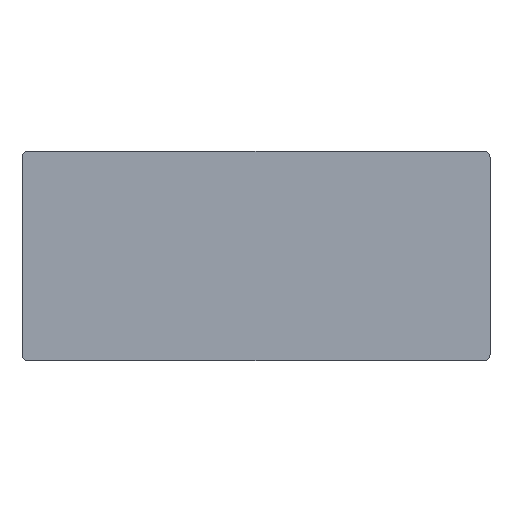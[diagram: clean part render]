
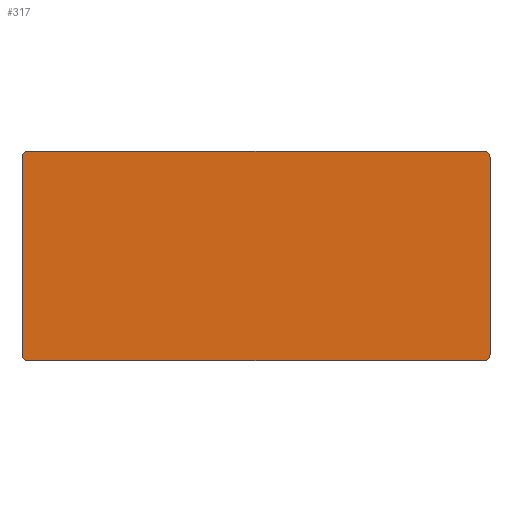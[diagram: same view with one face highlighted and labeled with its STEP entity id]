
A CAD part, top view. The second image highlights one B-rep face of the part: STEP entity #317.
In plain terms, the highlighted planar face has unit normal (0, 0, 1).
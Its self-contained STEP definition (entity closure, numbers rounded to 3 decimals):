
#52 = VERTEX_POINT('',#53);
#53 = CARTESIAN_POINT('',(56.103,33.754,0.111));
#59 = EDGE_CURVE('',#52,#60,#62,.T.);
#60 = VERTEX_POINT('',#61);
#61 = CARTESIAN_POINT('',(56.353,33.504,0.111));
#62 = CIRCLE('',#63,0.249);
#63 = AXIS2_PLACEMENT_3D('',#64,#65,#66);
#64 = CARTESIAN_POINT('',(56.352,33.753,0.111));
#65 = DIRECTION('',(0.,0.,1.));
#66 = DIRECTION('',(-1.,0.003,0.));
#92 = EDGE_CURVE('',#60,#93,#95,.T.);
#93 = VERTEX_POINT('',#94);
#94 = CARTESIAN_POINT('',(75.753,33.504,0.111));
#95 = LINE('',#96,#97);
#96 = CARTESIAN_POINT('',(56.353,33.504,0.111));
#97 = VECTOR('',#98,1.);
#98 = DIRECTION('',(1.,0.,0.));
#123 = EDGE_CURVE('',#93,#124,#126,.T.);
#124 = VERTEX_POINT('',#125);
#125 = CARTESIAN_POINT('',(76.003,33.754,0.111));
#126 = CIRCLE('',#127,0.249);
#127 = AXIS2_PLACEMENT_3D('',#128,#129,#130);
#128 = CARTESIAN_POINT('',(75.754,33.753,0.111));
#129 = DIRECTION('',(0.,0.,1.));
#130 = DIRECTION('',(-0.003,-1.,0.));
#156 = EDGE_CURVE('',#124,#157,#159,.T.);
#157 = VERTEX_POINT('',#158);
#158 = CARTESIAN_POINT('',(76.003,42.154,0.111));
#159 = LINE('',#160,#161);
#160 = CARTESIAN_POINT('',(76.003,33.754,0.111));
#161 = VECTOR('',#162,1.);
#162 = DIRECTION('',(0.,1.,0.));
#187 = EDGE_CURVE('',#157,#188,#190,.T.);
#188 = VERTEX_POINT('',#189);
#189 = CARTESIAN_POINT('',(75.753,42.404,0.111));
#190 = CIRCLE('',#191,0.249);
#191 = AXIS2_PLACEMENT_3D('',#192,#193,#194);
#192 = CARTESIAN_POINT('',(75.754,42.155,0.111));
#193 = DIRECTION('',(0.,0.,1.));
#194 = DIRECTION('',(1.,-0.003,0.));
#220 = EDGE_CURVE('',#188,#221,#223,.T.);
#221 = VERTEX_POINT('',#222);
#222 = CARTESIAN_POINT('',(56.353,42.404,0.111));
#223 = LINE('',#224,#225);
#224 = CARTESIAN_POINT('',(75.753,42.404,0.111));
#225 = VECTOR('',#226,1.);
#226 = DIRECTION('',(-1.,0.,0.));
#251 = EDGE_CURVE('',#221,#252,#254,.T.);
#252 = VERTEX_POINT('',#253);
#253 = CARTESIAN_POINT('',(56.103,42.154,0.111));
#254 = CIRCLE('',#255,0.249);
#255 = AXIS2_PLACEMENT_3D('',#256,#257,#258);
#256 = CARTESIAN_POINT('',(56.352,42.155,0.111));
#257 = DIRECTION('',(0.,0.,1.));
#258 = DIRECTION('',(0.003,1.,-0.));
#284 = EDGE_CURVE('',#252,#52,#285,.T.);
#285 = LINE('',#286,#287);
#286 = CARTESIAN_POINT('',(56.103,42.154,0.111));
#287 = VECTOR('',#288,1.);
#288 = DIRECTION('',(0.,-1.,0.));
#317 = ADVANCED_FACE('',(#318),#328,.T.);
#318 = FACE_BOUND('',#319,.T.);
#319 = EDGE_LOOP('',(#320,#321,#322,#323,#324,#325,#326,#327));
#320 = ORIENTED_EDGE('',*,*,#59,.T.);
#321 = ORIENTED_EDGE('',*,*,#92,.T.);
#322 = ORIENTED_EDGE('',*,*,#123,.T.);
#323 = ORIENTED_EDGE('',*,*,#156,.T.);
#324 = ORIENTED_EDGE('',*,*,#187,.T.);
#325 = ORIENTED_EDGE('',*,*,#220,.T.);
#326 = ORIENTED_EDGE('',*,*,#251,.T.);
#327 = ORIENTED_EDGE('',*,*,#284,.T.);
#328 = PLANE('',#329);
#329 = AXIS2_PLACEMENT_3D('',#330,#331,#332);
#330 = CARTESIAN_POINT('',(66.053,37.954,0.111));
#331 = DIRECTION('',(0.,0.,1.));
#332 = DIRECTION('',(1.,0.,-0.));
